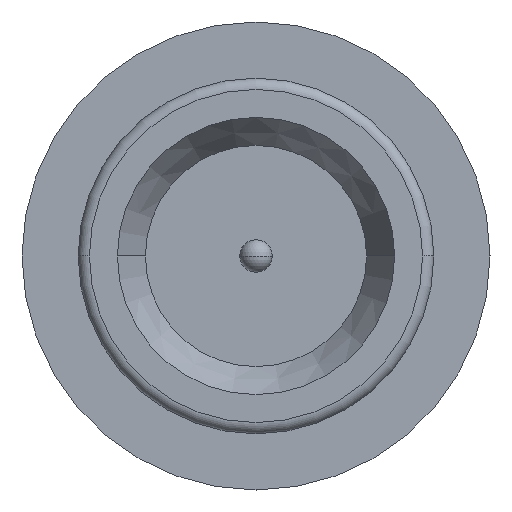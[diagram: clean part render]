
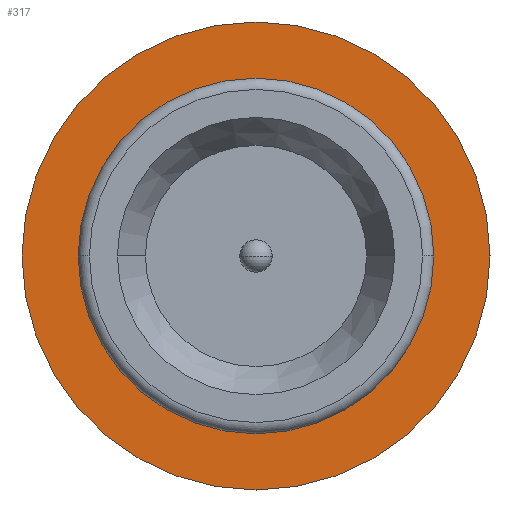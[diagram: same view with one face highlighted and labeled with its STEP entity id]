
A CAD part, left-side view. The second image highlights one B-rep face of the part: STEP entity #317.
In plain terms, the highlighted planar face has unit normal (-1, 0, 0).
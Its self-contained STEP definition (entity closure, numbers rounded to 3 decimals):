
#27 = ORIENTED_EDGE ( 'NONE', *, *, #1592, .T. ) ;
#40 = VERTEX_POINT ( 'NONE', #1015 ) ;
#94 = EDGE_LOOP ( 'NONE', ( #27, #668 ) ) ;
#97 = DIRECTION ( 'NONE',  ( 1., 0., 0. ) ) ;
#132 = CIRCLE ( 'NONE', #245, 1.206 ) ;
#245 = AXIS2_PLACEMENT_3D ( 'NONE', #637, #1547, #1414 ) ;
#291 = CARTESIAN_POINT ( 'NONE',  ( -2.828, 0., 0. ) ) ;
#315 = ORIENTED_EDGE ( 'NONE', *, *, #1131, .F. ) ;
#317 = ADVANCED_FACE ( 'NONE', ( #1514, #1127 ), #1282, .F. ) ;
#406 = CIRCLE ( 'NONE', #599, 1.587 ) ;
#419 = CIRCLE ( 'NONE', #1122, 1.206 ) ;
#426 = DIRECTION ( 'NONE',  ( 1., 0., 0. ) ) ;
#452 = EDGE_LOOP ( 'NONE', ( #1554, #315 ) ) ;
#512 = CARTESIAN_POINT ( 'NONE',  ( -2.828, -1.207, 0. ) ) ;
#597 = EDGE_CURVE ( 'NONE', #987, #1162, #406, .T. ) ;
#599 = AXIS2_PLACEMENT_3D ( 'NONE', #711, #1231, #678 ) ;
#637 = CARTESIAN_POINT ( 'NONE',  ( -2.828, 0., 0. ) ) ;
#653 = CARTESIAN_POINT ( 'NONE',  ( -2.828, 0., 0. ) ) ;
#668 = ORIENTED_EDGE ( 'NONE', *, *, #1496, .T. ) ;
#678 = DIRECTION ( 'NONE',  ( 0., 1., 0. ) ) ;
#696 = AXIS2_PLACEMENT_3D ( 'NONE', #512, #97, #752 ) ;
#711 = CARTESIAN_POINT ( 'NONE',  ( -2.828, 0., 0. ) ) ;
#750 = CARTESIAN_POINT ( 'NONE',  ( -2.828, -1.588, 0. ) ) ;
#752 = DIRECTION ( 'NONE',  ( 0., 1., 0. ) ) ;
#987 = VERTEX_POINT ( 'NONE', #1235 ) ;
#1015 = CARTESIAN_POINT ( 'NONE',  ( -2.828, -1.207, 0. ) ) ;
#1057 = CARTESIAN_POINT ( 'NONE',  ( -2.828, 1.206, 0. ) ) ;
#1122 = AXIS2_PLACEMENT_3D ( 'NONE', #653, #1304, #1549 ) ;
#1127 = FACE_BOUND ( 'NONE', #94, .T. ) ;
#1131 = EDGE_CURVE ( 'NONE', #1162, #987, #1417, .T. ) ;
#1162 = VERTEX_POINT ( 'NONE', #750 ) ;
#1231 = DIRECTION ( 'NONE',  ( 1., 0., 0. ) ) ;
#1235 = CARTESIAN_POINT ( 'NONE',  ( -2.828, 1.587, 0. ) ) ;
#1282 = PLANE ( 'NONE',  #696 ) ;
#1304 = DIRECTION ( 'NONE',  ( 1., 0., 0. ) ) ;
#1312 = DIRECTION ( 'NONE',  ( 0., 1., 0. ) ) ;
#1394 = AXIS2_PLACEMENT_3D ( 'NONE', #291, #426, #1312 ) ;
#1414 = DIRECTION ( 'NONE',  ( 0., 1., 0. ) ) ;
#1417 = CIRCLE ( 'NONE', #1394, 1.587 ) ;
#1496 = EDGE_CURVE ( 'NONE', #40, #1595, #132, .T. ) ;
#1514 = FACE_OUTER_BOUND ( 'NONE', #452, .T. ) ;
#1547 = DIRECTION ( 'NONE',  ( 1., 0., 0. ) ) ;
#1549 = DIRECTION ( 'NONE',  ( 0., 1., 0. ) ) ;
#1554 = ORIENTED_EDGE ( 'NONE', *, *, #597, .F. ) ;
#1592 = EDGE_CURVE ( 'NONE', #1595, #40, #419, .T. ) ;
#1595 = VERTEX_POINT ( 'NONE', #1057 ) ;
